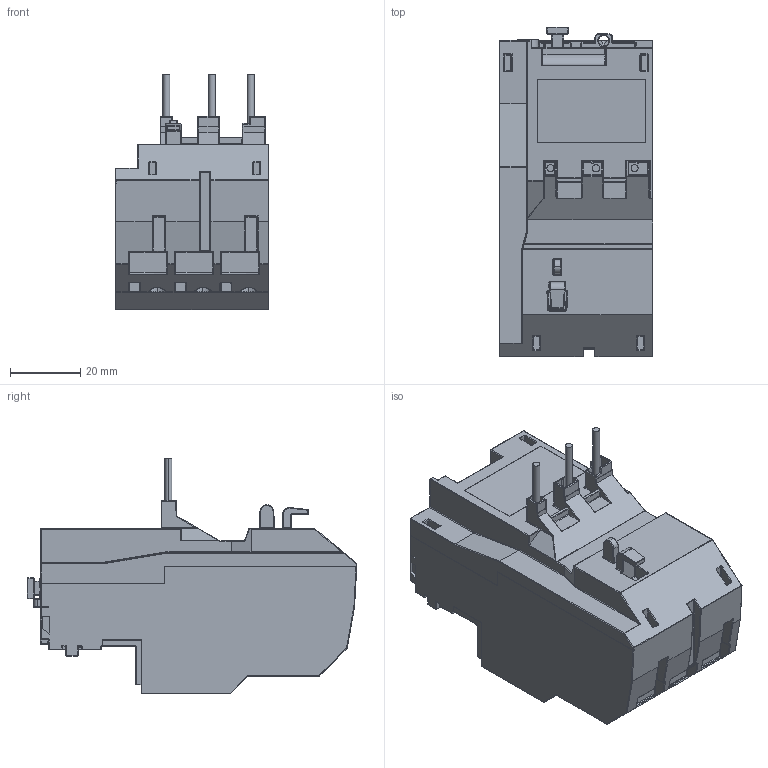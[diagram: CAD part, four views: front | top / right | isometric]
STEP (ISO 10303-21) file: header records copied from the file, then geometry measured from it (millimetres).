
FILE_DESCRIPTION (( 'STEP AP203' ), '1' );
FILE_NAME ('BLR2D1308.STEP', '2015-03-03T10:00:42', ( '' ), ( '' ), 'SwSTEP 2.0', 'SolidWorks 2013', '' );
FILE_SCHEMA (( 'CONFIG_CONTROL_DESIGN' ));
Length unit declared in the file: millimetre
Products named in the file (1): BLR2D1308
Bounding box: 43.8 x 93.8 x 67 mm (x, y, z)
Volume: 134515.1 mm3; surface area: 27302.8 mm2
Topology: 1 solids, 1 shells, 2217 faces, 5247 edges, 2682 vertices
Faces by surface type: cylinder 987, plane 511, sphere 298, torus 217, bspline 202, cone 2
Entity records: 63894 total; most frequent: CARTESIAN_POINT 16456, DIRECTION 10423, ORIENTED_EDGE 9758, EDGE_CURVE 4879, AXIS2_PLACEMENT_3D 4020, VERTEX_POINT 2678, LINE 2383, VECTOR 2383
